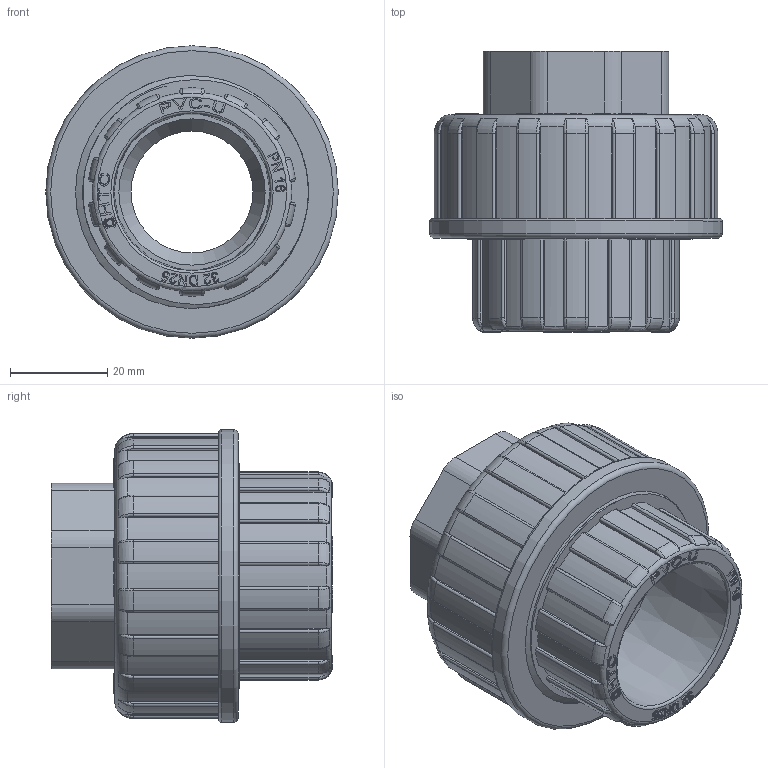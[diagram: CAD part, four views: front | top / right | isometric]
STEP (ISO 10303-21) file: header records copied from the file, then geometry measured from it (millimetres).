
FILE_DESCRIPTION(/* description */ (''),/* implementation_level */ '2;1');
FILE_NAME(/* name */ '32不锈钢内螺纹.stp',/* time_stamp */ '2025-04-28T10:54:03+08:00',/* author */ (''),/* organization */ (''),/* preprocessor_version */ 'ST-DEVELOPER v16',/* originating_system */ 'SIEMENS PLM Software NX 10.0',/* authorisation */ '');
FILE_SCHEMA (('AUTOMOTIVE_DESIGN { 1 0 10303 214 3 1 1 1 }'));
Length unit declared in the file: millimetre
Products named in the file (1): gelv2D688D03eqlo
Bounding box: 60 x 57.65 x 60 mm (x, y, z)
Volume: 39532.8 mm3; surface area: 33480.5 mm2
Topology: 2 solids, 3 shells, 864 faces, 2324 edges, 1527 vertices
Faces by surface type: plane 343, extrusion 229, cylinder 180, bspline 73, torus 37, cone 2
Full cylindrical faces by diameter (mm): 1.269 x1, 1.709 x1, 2.172 x1, 2.903 x1, 25 x1, 27 x1, 31 x1, 33.249 x6, 38 x1, 40.8 x1, 41.1 x1, 44.1 x1, 44.845 x6, 47.803 x7, 60 x1
Entity records: 36828 total; most frequent: CARTESIAN_POINT 17931, ORIENTED_EDGE 4474, DIRECTION 2799, EDGE_CURVE 2237, VERTEX_POINT 1481, B_SPLINE_CURVE_WITH_KNOTS 1354, VECTOR 973, EDGE_LOOP 936
